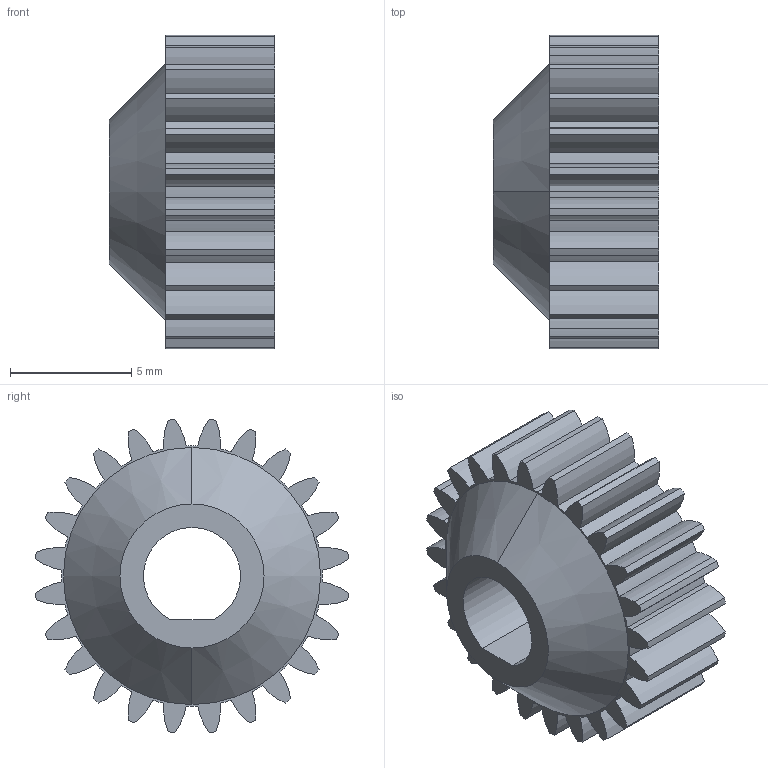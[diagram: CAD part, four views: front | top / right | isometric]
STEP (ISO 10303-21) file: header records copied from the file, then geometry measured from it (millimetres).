
FILE_DESCRIPTION (( 'STEP AP203' ), '1' );
FILE_NAME ('gear 0.5M 24T 4.5FW-bevel gear 0.5M 20T.STEP', '2018-03-25T14:52:16', ( '' ), ( '' ), 'SwSTEP 2.0', 'SolidWorks 2016', '' );
FILE_SCHEMA (( 'CONFIG_CONTROL_DESIGN' ));
Length unit declared in the file: millimetre
Products named in the file (1): gear 0.5M 24T 4.5FW-bevel gear 0.5M 20T
Bounding box: 6.83 x 12.92 x 12.92 mm (x, y, z)
Volume: 538.1 mm3; surface area: 646.9 mm2
Topology: 1 solids, 1 shells, 108 faces, 315 edges, 210 vertices
Faces by surface type: cylinder 102, plane 4, cone 2
Entity records: 3788 total; most frequent: DIRECTION 741, CARTESIAN_POINT 634, ORIENTED_EDGE 630, AXIS2_PLACEMENT_3D 317, EDGE_CURVE 315, VERTEX_POINT 210, CIRCLE 208, EDGE_LOOP 111
